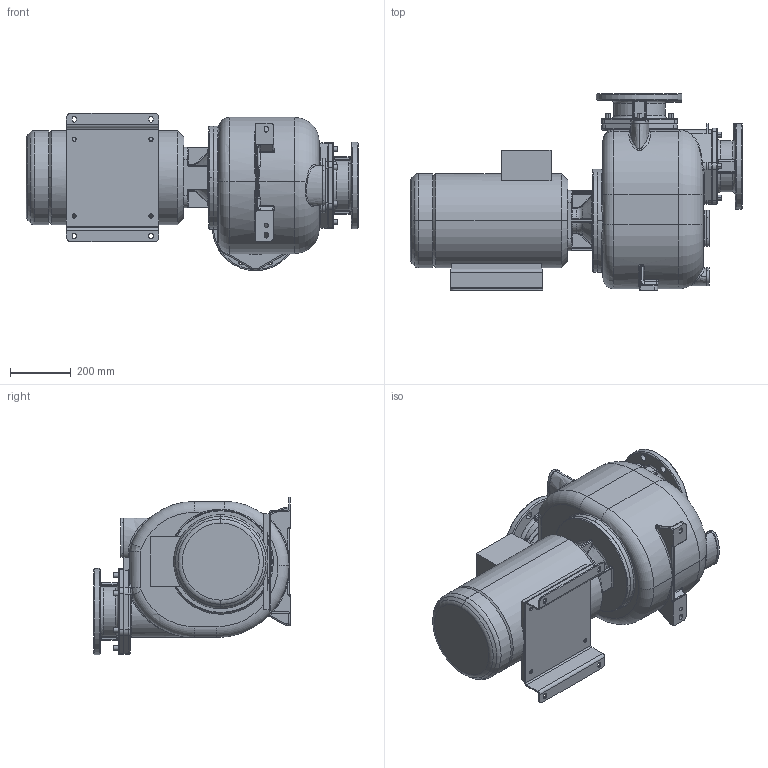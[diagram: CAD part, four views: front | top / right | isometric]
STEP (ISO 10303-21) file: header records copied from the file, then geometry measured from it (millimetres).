
FILE_DESCRIPTION((''),'2;1');
FILE_NAME('S161_T_F','2017-07-04T',('Amenduni'),(''),'CREO PARAMETRIC BY PTC INC, 2017020','CREO PARAMETRIC BY PTC INC, 2017020','');
FILE_SCHEMA(('CONFIG_CONTROL_DESIGN'));
Products named in the file (1): S161_T_F
Bounding box: 1097 x 650 x 520 mm (x, y, z)
Volume: 118942341.2 mm3; surface area: 2877984.3 mm2
Topology: 6 solids, 6 shells, 1053 faces, 2508 edges, 1499 vertices
Faces by surface type: cylinder 444, plane 229, bspline 181, torus 151, cone 26, sphere 18, extrusion 4
Entity records: 52096 total; most frequent: CARTESIAN_POINT 28207, DIRECTION 5026, ORIENTED_EDGE 5016, EDGE_CURVE 2508, AXIS2_PLACEMENT_3D 2070, VERTEX_POINT 1499, CIRCLE 1198, EDGE_LOOP 1195
